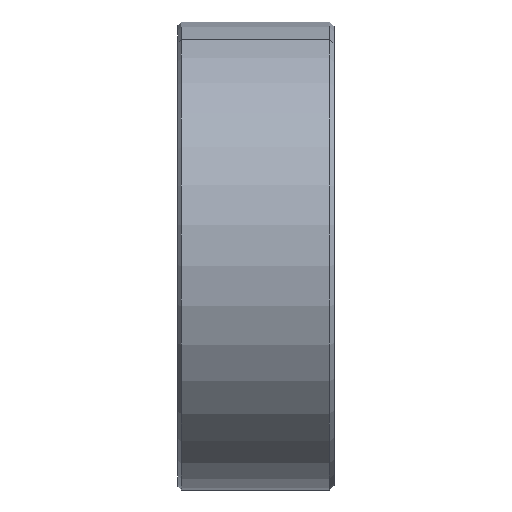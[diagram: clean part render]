
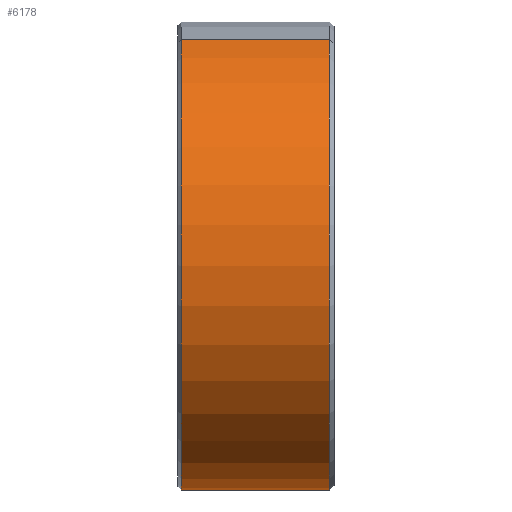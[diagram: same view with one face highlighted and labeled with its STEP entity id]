
A CAD part, top view. The second image highlights one B-rep face of the part: STEP entity #6178.
In plain terms, the highlighted cylindrical face has radius 15 mm (diameter 30 mm), a partial arc.
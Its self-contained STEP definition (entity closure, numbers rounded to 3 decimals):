
#104 = ORIENTED_EDGE ( 'NONE', *, *, #512, .T. ) ;
#105 = ORIENTED_EDGE ( 'NONE', *, *, #3834, .F. ) ;
#110 = ORIENTED_EDGE ( 'NONE', *, *, #3955, .T. ) ;
#445 = VERTEX_POINT ( 'NONE', #1784 ) ;
#447 = VERTEX_POINT ( 'NONE', #1785 ) ;
#510 = VERTEX_POINT ( 'NONE', #2070 ) ;
#512 = EDGE_CURVE ( 'NONE', #447, #516, #2114, .T. ) ;
#516 = VERTEX_POINT ( 'NONE', #2117 ) ;
#521 = EDGE_CURVE ( 'NONE', #445, #510, #2139, .T. ) ;
#1784 = CARTESIAN_POINT ( 'NONE',  ( -172.155, 27.76, 5.728 ) ) ;
#1785 = CARTESIAN_POINT ( 'NONE',  ( -172.155, 0.034, -5.728 ) ) ;
#2070 = CARTESIAN_POINT ( 'NONE',  ( -162.674, 27.76, 5.728 ) ) ;
#2111 = DIRECTION ( 'NONE',  ( 1., 0., 0. ) ) ;
#2112 = VECTOR ( 'NONE', #2111, 1000. ) ;
#2113 = CARTESIAN_POINT ( 'NONE',  ( -152.529, 0.034, -5.728 ) ) ;
#2114 = LINE ( 'NONE', #2113, #2112 ) ;
#2117 = CARTESIAN_POINT ( 'NONE',  ( -162.674, 0.034, -5.728 ) ) ;
#2136 = DIRECTION ( 'NONE',  ( 1., 0., 0. ) ) ;
#2137 = VECTOR ( 'NONE', #2136, 1000. ) ;
#2138 = CARTESIAN_POINT ( 'NONE',  ( -152.529, 27.76, 5.728 ) ) ;
#2139 = LINE ( 'NONE', #2138, #2137 ) ;
#3451 = AXIS2_PLACEMENT_3D ( 'NONE', #3461, #3460, #3459 ) ;
#3459 = DIRECTION ( 'NONE',  ( 0., -0.924, -0.382 ) ) ;
#3460 = DIRECTION ( 'NONE',  ( 1., 0., 0. ) ) ;
#3461 = CARTESIAN_POINT ( 'NONE',  ( -162.674, 13.897, 0. ) ) ;
#3462 = CIRCLE ( 'NONE', #3451, 15. ) ;
#3834 = EDGE_CURVE ( 'NONE', #510, #516, #3462, .T. ) ;
#3955 = EDGE_CURVE ( 'NONE', #445, #447, #4465, .T. ) ;
#4440 = AXIS2_PLACEMENT_3D ( 'NONE', #4464, #4463, #4462 ) ;
#4462 = DIRECTION ( 'NONE',  ( 0., -0.924, -0.382 ) ) ;
#4463 = DIRECTION ( 'NONE',  ( 1., 0., 0. ) ) ;
#4464 = CARTESIAN_POINT ( 'NONE',  ( -172.155, 13.897, 0. ) ) ;
#4465 = CIRCLE ( 'NONE', #4440, 15. ) ;
#5773 = CYLINDRICAL_SURFACE ( 'NONE', #5812, 15. ) ;
#5792 = CARTESIAN_POINT ( 'NONE',  ( -152.529, 13.897, 0. ) ) ;
#5812 = AXIS2_PLACEMENT_3D ( 'NONE', #5792, #5840, #5839 ) ;
#5813 = FACE_OUTER_BOUND ( 'NONE', #6024, .T. ) ;
#5839 = DIRECTION ( 'NONE',  ( 0., -0.924, -0.382 ) ) ;
#5840 = DIRECTION ( 'NONE',  ( 1., 0., 0. ) ) ;
#6024 = EDGE_LOOP ( 'NONE', ( #6165, #110, #104, #105 ) ) ;
#6165 = ORIENTED_EDGE ( 'NONE', *, *, #521, .F. ) ;
#6178 = ADVANCED_FACE ( 'NONE', ( #5813 ), #5773, .T. ) ;
